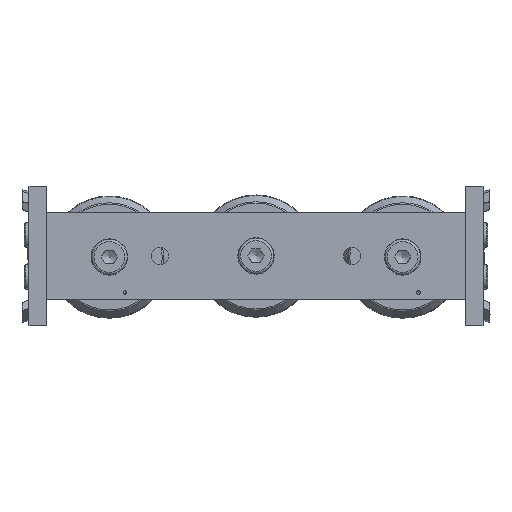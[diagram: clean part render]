
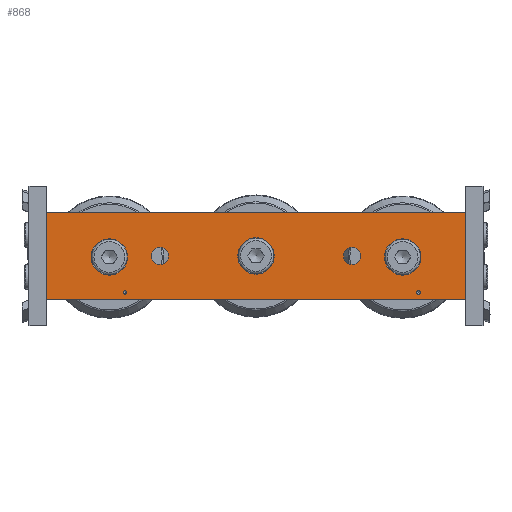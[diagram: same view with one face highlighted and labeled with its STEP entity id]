
A CAD part, top view. The second image highlights one B-rep face of the part: STEP entity #868.
In plain terms, the highlighted planar face has unit normal (0, 0, 1).
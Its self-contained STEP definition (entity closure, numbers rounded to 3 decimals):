
#112=CARTESIAN_POINT('',(89.959,0.,7.25));
#113=VERTEX_POINT('',#112);
#114=CARTESIAN_POINT('',(87.5,0.,7.25));
#115=DIRECTION('',(0.0,0.0,-1.0));
#116=DIRECTION('',(1.0,0.0,0.0));
#117=AXIS2_PLACEMENT_3D('',#114,#115,#116);
#118=CIRCLE('',#117,2.459);
#119=EDGE_CURVE('',#113,#113,#118,.T.);
#140=CARTESIAN_POINT('',(34.959,0.,7.25));
#141=VERTEX_POINT('',#140);
#142=CARTESIAN_POINT('',(32.5,0.,7.25));
#143=DIRECTION('',(0.0,0.0,-1.0));
#144=DIRECTION('',(1.0,0.0,0.0));
#145=AXIS2_PLACEMENT_3D('',#142,#143,#144);
#146=CIRCLE('',#145,2.459);
#147=EDGE_CURVE('',#141,#141,#146,.T.);
#316=CARTESIAN_POINT('',(65.2,0.,7.25));
#317=VERTEX_POINT('',#316);
#318=CARTESIAN_POINT('',(60.0,0.,7.25));
#319=DIRECTION('',(0.0,0.0,-1.0));
#320=DIRECTION('',(1.0,0.0,0.0));
#321=AXIS2_PLACEMENT_3D('',#318,#319,#320);
#322=CIRCLE('',#321,5.2);
#323=EDGE_CURVE('',#317,#317,#322,.T.);
#441=CARTESIAN_POINT('',(107.,-10.45,7.25));
#442=VERTEX_POINT('',#441);
#443=CARTESIAN_POINT('',(106.5,-10.45,7.25));
#444=DIRECTION('',(0.0,0.0,-1.0));
#445=DIRECTION('',(1.0,0.0,0.0));
#446=AXIS2_PLACEMENT_3D('',#443,#444,#445);
#447=CIRCLE('',#446,0.5);
#448=EDGE_CURVE('',#442,#442,#447,.T.);
#489=CARTESIAN_POINT('',(107.2,-0.3,7.25));
#490=VERTEX_POINT('',#489);
#491=CARTESIAN_POINT('',(102.,-0.3,7.25));
#492=DIRECTION('',(0.0,0.0,-1.0));
#493=DIRECTION('',(1.0,0.0,0.0));
#494=AXIS2_PLACEMENT_3D('',#491,#492,#493);
#495=CIRCLE('',#494,5.2);
#496=EDGE_CURVE('',#490,#490,#495,.T.);
#586=CARTESIAN_POINT('',(23.,-10.45,7.25));
#587=VERTEX_POINT('',#586);
#588=CARTESIAN_POINT('',(22.5,-10.45,7.25));
#589=DIRECTION('',(0.0,0.0,-1.0));
#590=DIRECTION('',(1.0,0.0,0.0));
#591=AXIS2_PLACEMENT_3D('',#588,#589,#590);
#592=CIRCLE('',#591,0.5);
#593=EDGE_CURVE('',#587,#587,#592,.T.);
#606=CARTESIAN_POINT('',(23.2,-0.3,7.25));
#607=VERTEX_POINT('',#606);
#608=CARTESIAN_POINT('',(18.0,-0.3,7.25));
#609=DIRECTION('',(0.0,0.0,-1.0));
#610=DIRECTION('',(1.0,0.0,0.0));
#611=AXIS2_PLACEMENT_3D('',#608,#609,#610);
#612=CIRCLE('',#611,5.2);
#613=EDGE_CURVE('',#607,#607,#612,.T.);
#714=CARTESIAN_POINT('',(120.0,12.45,7.25));
#715=VERTEX_POINT('',#714);
#732=CARTESIAN_POINT('',(0.0,12.45,7.25));
#733=VERTEX_POINT('',#732);
#740=CARTESIAN_POINT('',(0.0,12.45,7.25));
#741=DIRECTION('',(1.0,0.0,0.0));
#742=VECTOR('',#741,120.0);
#743=LINE('',#740,#742);
#744=EDGE_CURVE('',#733,#715,#743,.T.);
#800=CARTESIAN_POINT('',(120.0,-12.45,7.25));
#801=VERTEX_POINT('',#800);
#808=CARTESIAN_POINT('',(0.0,-12.45,7.25));
#809=VERTEX_POINT('',#808);
#810=CARTESIAN_POINT('',(0.0,-12.45,7.25));
#811=DIRECTION('',(1.0,0.0,0.0));
#812=VECTOR('',#811,120.0);
#813=LINE('',#810,#812);
#814=EDGE_CURVE('',#809,#801,#813,.T.);
#826=CARTESIAN_POINT('',(0.0,-12.45,7.25));
#827=DIRECTION('',(0.0,0.0,1.0));
#828=DIRECTION('',(1.0,0.0,0.0));
#829=AXIS2_PLACEMENT_3D('',#826,#827,#828);
#830=PLANE('',#829);
#831=CARTESIAN_POINT('',(120.0,-12.45,7.25));
#832=DIRECTION('',(0.0,1.0,0.0));
#833=VECTOR('',#832,24.9);
#834=LINE('',#831,#833);
#835=EDGE_CURVE('',#801,#715,#834,.T.);
#836=ORIENTED_EDGE('',*,*,#835,.T.);
#837=ORIENTED_EDGE('',*,*,#744,.F.);
#838=CARTESIAN_POINT('',(0.0,-12.45,7.25));
#839=DIRECTION('',(0.0,1.0,0.0));
#840=VECTOR('',#839,24.9);
#841=LINE('',#838,#840);
#842=EDGE_CURVE('',#809,#733,#841,.T.);
#843=ORIENTED_EDGE('',*,*,#842,.F.);
#844=ORIENTED_EDGE('',*,*,#814,.T.);
#845=EDGE_LOOP('',(#836,#837,#843,#844));
#846=FACE_OUTER_BOUND('',#845,.T.);
#847=ORIENTED_EDGE('',*,*,#119,.T.);
#848=EDGE_LOOP('',(#847));
#849=FACE_BOUND('',#848,.T.);
#850=ORIENTED_EDGE('',*,*,#147,.T.);
#851=EDGE_LOOP('',(#850));
#852=FACE_BOUND('',#851,.T.);
#853=ORIENTED_EDGE('',*,*,#323,.T.);
#854=EDGE_LOOP('',(#853));
#855=FACE_BOUND('',#854,.T.);
#856=ORIENTED_EDGE('',*,*,#448,.T.);
#857=EDGE_LOOP('',(#856));
#858=FACE_BOUND('',#857,.T.);
#859=ORIENTED_EDGE('',*,*,#496,.T.);
#860=EDGE_LOOP('',(#859));
#861=FACE_BOUND('',#860,.T.);
#862=ORIENTED_EDGE('',*,*,#593,.T.);
#863=EDGE_LOOP('',(#862));
#864=FACE_BOUND('',#863,.T.);
#865=ORIENTED_EDGE('',*,*,#613,.T.);
#866=EDGE_LOOP('',(#865));
#867=FACE_BOUND('',#866,.T.);
#868=ADVANCED_FACE('',(#846,#849,#852,#855,#858,#861,#864,#867),#830,.T.);
